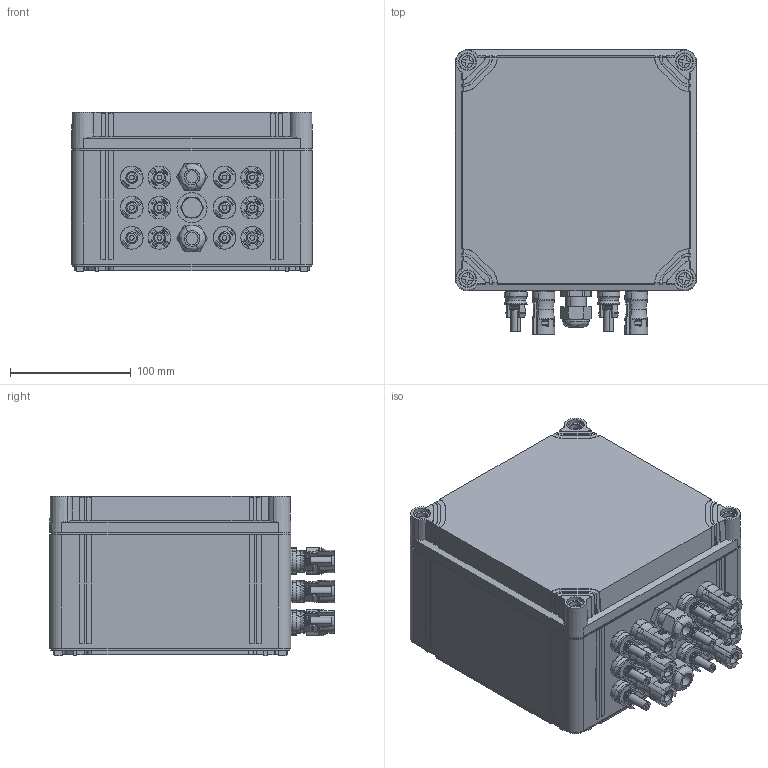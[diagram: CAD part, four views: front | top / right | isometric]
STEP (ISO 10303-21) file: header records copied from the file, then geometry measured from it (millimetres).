
FILE_DESCRIPTION(('CATIA V5 STEP Exchange','CAx-IF Rec.Pracs.--- Model Styling and Organization---1.4--- 2014-01-23'),'2;1');
FILE_NAME ('1467906-4_0', '2023-04-26T04:29:17+00:00', ('none'), ('Weidmueller'), 'CATIA Version 5-6 Release 2016 SP3 HF44', 'CATIA V5 STEP AP214', 'none');
FILE_SCHEMA(('AUTOMOTIVE_DESIGN { 1 0 10303 214 1 1 1 1 }'));
Products named in the file (1): S3D_PVN_3I_3O_1MPP_EVO_11
Bounding box: 200 x 236.03 x 132 mm (x, y, z)
Volume: 5119373.4 mm3; surface area: 342213.8 mm2
Topology: 21 solids, 21 shells, 1599 faces, 5064 edges, 3618 vertices
Faces by surface type: plane 791, cylinder 478, torus 136, bspline 106, extrusion 48, cone 40
Entity records: 66710 total; most frequent: CARTESIAN_POINT 25372, ORIENTED_EDGE 10124, DIRECTION 5868, EDGE_CURVE 5062, VERTEX_POINT 3618, AXIS2_PLACEMENT_3D 2584, VECTOR 2118, LINE 2070
